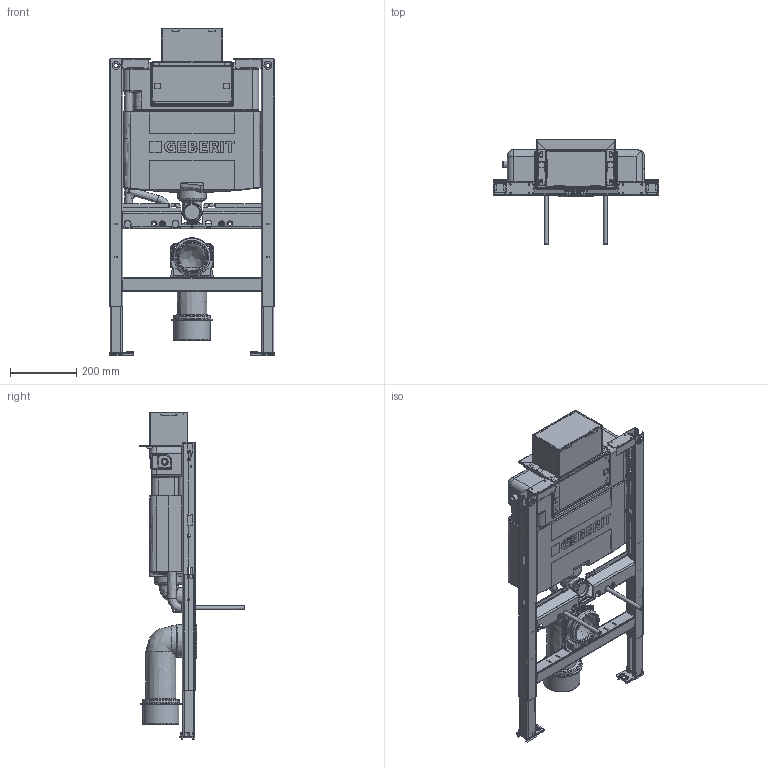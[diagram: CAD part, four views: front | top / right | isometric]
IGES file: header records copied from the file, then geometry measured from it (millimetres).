
Global section: file name: 111015; native system: Autodesk Inventor 2023; preprocessor: unknown; author: none; organization: none; date: 20251216.095829; units: millimetre
Bounding box: 500 x 320 x 993.09 mm (x, y, z)
Volume: 17489519.1 mm3; surface area: 2729349.6 mm2
Topology: 26 solids, 28 shells, 3819 faces, 10097 edges, 6230 vertices
Faces by surface type: bspline 3819
